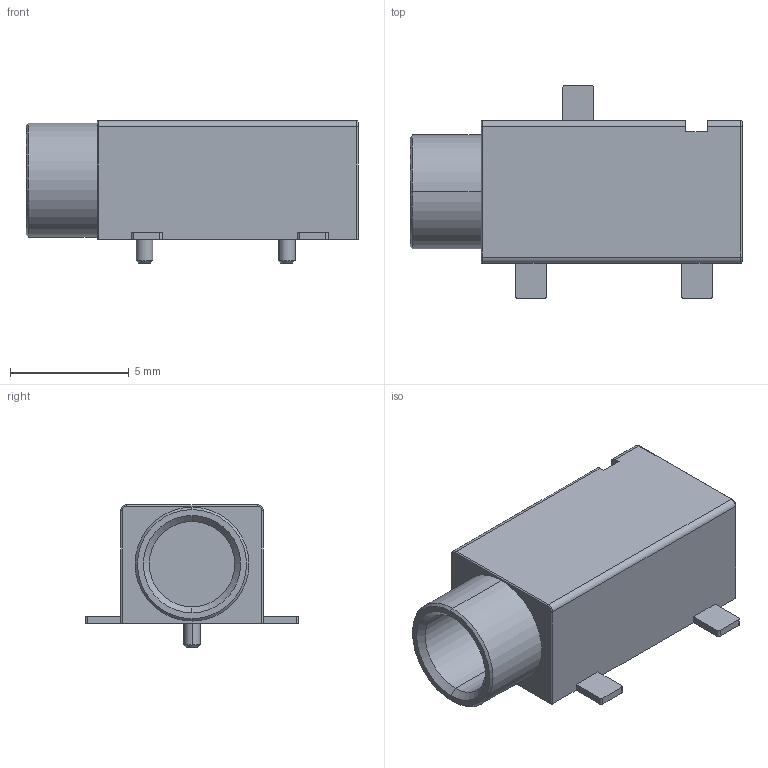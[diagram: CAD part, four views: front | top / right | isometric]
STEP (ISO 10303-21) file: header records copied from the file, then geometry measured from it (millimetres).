
FILE_DESCRIPTION (( 'STEP AP214' ), '1' );
FILE_NAME ('C4F3C70E-C5AB-4CA5-87EA-42E05565AFDE.STEP', '2022-09-12T18:31:53', ( '' ), ( '' ), 'SwSTEP 2.0', 'SolidWorks 2022', '' );
FILE_SCHEMA (( 'AUTOMOTIVE_DESIGN' ));
Length unit declared in the file: millimetre
Products named in the file (1): C4F3C70E-C5AB-4CA5-87EA-42E05565AFDE
Bounding box: 14 x 9 x 6 mm (x, y, z)
Volume: 251.6 mm3; surface area: 511.1 mm2
Topology: 1 solids, 1 shells, 61 faces, 151 edges, 96 vertices
Faces by surface type: plane 26, cylinder 23, cone 8, bspline 4
Entity records: 1899 total; most frequent: CARTESIAN_POINT 389, DIRECTION 319, ORIENTED_EDGE 302, EDGE_CURVE 151, AXIS2_PLACEMENT_3D 114, VERTEX_POINT 96, VECTOR 91, LINE 91
